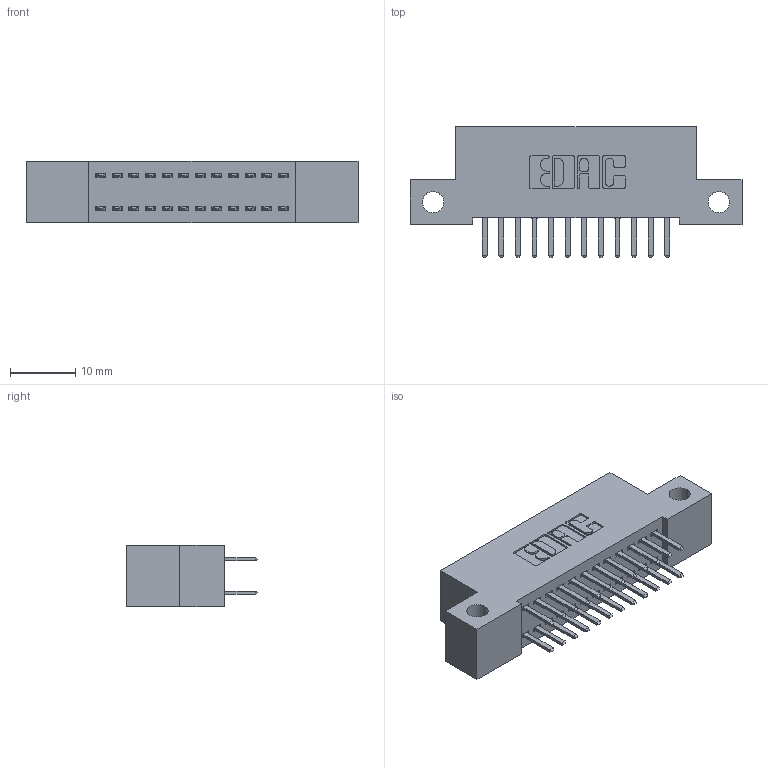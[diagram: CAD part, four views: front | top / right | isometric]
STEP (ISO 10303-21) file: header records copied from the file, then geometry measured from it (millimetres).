
FILE_DESCRIPTION (( 'STEP AP203' ), '1' );
FILE_NAME ('392-024-520-212.STEP', '2019-10-07T07:08:09', ( '' ), ( '' ), 'SwSTEP 2.0', 'SolidWorks 2016', '' );
FILE_SCHEMA (( 'CONFIG_CONTROL_DESIGN' ));
Length unit declared in the file: inch
Products named in the file (3): 342 Part_Side Mount; 345-292-001_345-293-120; 392-024-520-212
Assembly tree (25 placements, depth 2):
  392-024-520-212
    342 Part_Side Mount
    345-292-001_345-293-120  x24
Bounding box: 50.8 x 20.02 x 9.4 mm (x, y, z)
Volume: 4337.9 mm3; surface area: 6137.1 mm2
Topology: 25 solids, 25 shells, 1454 faces, 4211 edges, 2742 vertices
Faces by surface type: plane 978, cylinder 476
Entity records: 11585 total; most frequent: CARTESIAN_POINT 1966, ORIENTED_EDGE 1890, DIRECTION 1721, EDGE_CURVE 945, LINE 813, VECTOR 813, VERTEX_POINT 626, AXIS2_PLACEMENT_3D 454
